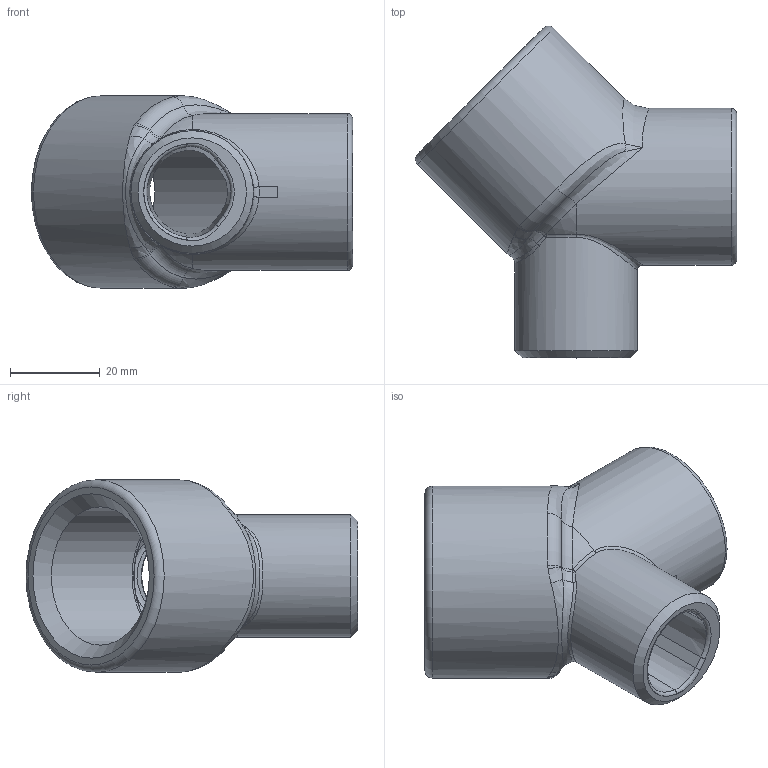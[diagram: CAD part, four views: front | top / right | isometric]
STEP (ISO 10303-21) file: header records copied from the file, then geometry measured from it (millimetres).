
FILE_DESCRIPTION(/* description */ (''),/* implementation_level */ '2;1');
FILE_NAME(/* name */ 'KIL_EYMF-1.stp',/* time_stamp */ '2021-03-17T01:27:27+06:00',/* author */ ('lsugumaran'),/* organization */ (''),/* preprocessor_version */ 'ST-DEVELOPER v18',/* originating_system */ 'Autodesk Inventor 2020',/* authorisation */ '');
FILE_SCHEMA (('AUTOMOTIVE_DESIGN { 1 0 10303 214 3 1 1 }'));
Length unit declared in the file: inch
Products named in the file (1): 12692-2
Bounding box: 71.54 x 73.92 x 42.86 mm (x, y, z)
Volume: 43481.3 mm3; surface area: 17707.7 mm2
Topology: 1 solids, 1 shells, 110 faces, 287 edges, 175 vertices
Faces by surface type: bspline 52, torus 17, cylinder 15, plane 14, cone 10, sphere 2
Full cylindrical faces by diameter (mm): 24.359 x1, 27.305 x1, 30.81 x1, 34.925 x1, 42.862 x1
Entity records: 6980 total; most frequent: CARTESIAN_POINT 4523, ORIENTED_EDGE 566, DIRECTION 455, EDGE_CURVE 283, AXIS2_PLACEMENT_3D 212, VERTEX_POINT 175, CIRCLE 124, EDGE_LOOP 114
